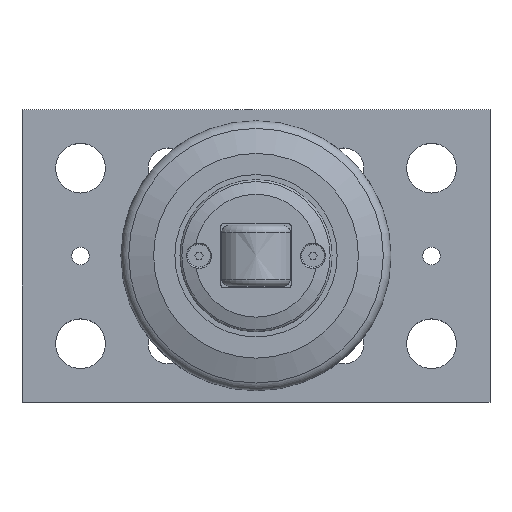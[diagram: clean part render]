
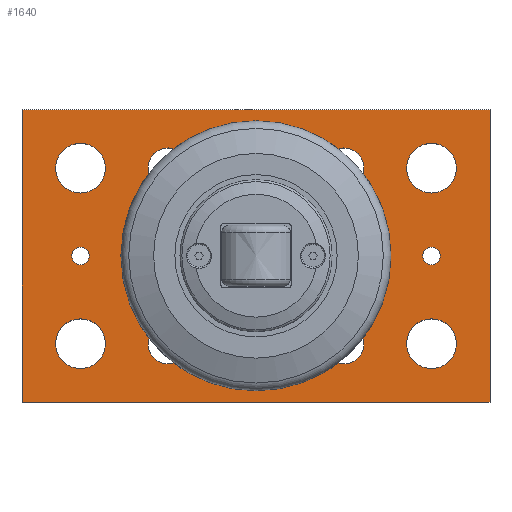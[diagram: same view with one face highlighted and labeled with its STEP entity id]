
A CAD part, top view. The second image highlights one B-rep face of the part: STEP entity #1640.
In plain terms, the highlighted planar face has unit normal (0, 0, 1).
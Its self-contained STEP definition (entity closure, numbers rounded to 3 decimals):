
#89=FACE_BOUND('',#384,.T.);
#90=FACE_BOUND('',#385,.T.);
#91=FACE_BOUND('',#386,.T.);
#92=FACE_BOUND('',#387,.T.);
#93=FACE_BOUND('',#388,.T.);
#94=FACE_BOUND('',#389,.T.);
#95=FACE_BOUND('',#390,.T.);
#96=FACE_BOUND('',#391,.T.);
#97=FACE_BOUND('',#392,.T.);
#98=FACE_BOUND('',#393,.T.);
#99=FACE_BOUND('',#394,.T.);
#170=CIRCLE('',#1801,29.);
#176=CIRCLE('',#1810,6.918);
#177=CIRCLE('',#1811,6.918);
#179=CIRCLE('',#1814,6.918);
#180=CIRCLE('',#1815,6.918);
#182=CIRCLE('',#1818,6.918);
#183=CIRCLE('',#1819,6.918);
#185=CIRCLE('',#1822,6.918);
#186=CIRCLE('',#1823,6.918);
#188=CIRCLE('',#1826,8.5);
#190=CIRCLE('',#1829,8.5);
#192=CIRCLE('',#1832,8.5);
#194=CIRCLE('',#1835,8.5);
#196=CIRCLE('',#1838,3.);
#198=CIRCLE('',#1841,3.);
#278=FACE_OUTER_BOUND('',#383,.T.);
#383=EDGE_LOOP('',(#1452,#1453,#1454,#1455));
#384=EDGE_LOOP('',(#1456));
#385=EDGE_LOOP('',(#1457,#1458));
#386=EDGE_LOOP('',(#1459,#1460));
#387=EDGE_LOOP('',(#1461,#1462));
#388=EDGE_LOOP('',(#1463,#1464));
#389=EDGE_LOOP('',(#1465));
#390=EDGE_LOOP('',(#1466));
#391=EDGE_LOOP('',(#1467));
#392=EDGE_LOOP('',(#1468));
#393=EDGE_LOOP('',(#1469));
#394=EDGE_LOOP('',(#1470));
#497=LINE('',#2894,#620);
#501=LINE('',#2902,#624);
#504=LINE('',#2908,#627);
#507=LINE('',#2913,#630);
#620=VECTOR('',#2300,10.);
#624=VECTOR('',#2306,10.);
#627=VECTOR('',#2311,10.);
#630=VECTOR('',#2316,10.);
#761=VERTEX_POINT('',#2807);
#767=VERTEX_POINT('',#2824);
#768=VERTEX_POINT('',#2825);
#770=VERTEX_POINT('',#2832);
#771=VERTEX_POINT('',#2833);
#773=VERTEX_POINT('',#2840);
#774=VERTEX_POINT('',#2841);
#776=VERTEX_POINT('',#2848);
#777=VERTEX_POINT('',#2849);
#779=VERTEX_POINT('',#2856);
#781=VERTEX_POINT('',#2862);
#783=VERTEX_POINT('',#2868);
#785=VERTEX_POINT('',#2874);
#787=VERTEX_POINT('',#2880);
#789=VERTEX_POINT('',#2886);
#791=VERTEX_POINT('',#2892);
#792=VERTEX_POINT('',#2893);
#795=VERTEX_POINT('',#2901);
#797=VERTEX_POINT('',#2907);
#974=EDGE_CURVE('',#761,#761,#170,.T.);
#981=EDGE_CURVE('',#767,#768,#176,.T.);
#982=EDGE_CURVE('',#768,#767,#177,.T.);
#985=EDGE_CURVE('',#770,#771,#179,.T.);
#986=EDGE_CURVE('',#771,#770,#180,.T.);
#989=EDGE_CURVE('',#773,#774,#182,.T.);
#990=EDGE_CURVE('',#774,#773,#183,.T.);
#993=EDGE_CURVE('',#776,#777,#185,.T.);
#994=EDGE_CURVE('',#777,#776,#186,.T.);
#997=EDGE_CURVE('',#779,#779,#188,.T.);
#1000=EDGE_CURVE('',#781,#781,#190,.T.);
#1003=EDGE_CURVE('',#783,#783,#192,.T.);
#1006=EDGE_CURVE('',#785,#785,#194,.T.);
#1009=EDGE_CURVE('',#787,#787,#196,.T.);
#1012=EDGE_CURVE('',#789,#789,#198,.T.);
#1015=EDGE_CURVE('',#791,#792,#497,.T.);
#1019=EDGE_CURVE('',#792,#795,#501,.T.);
#1022=EDGE_CURVE('',#795,#797,#504,.T.);
#1025=EDGE_CURVE('',#797,#791,#507,.T.);
#1452=ORIENTED_EDGE('',*,*,#1015,.F.);
#1453=ORIENTED_EDGE('',*,*,#1025,.F.);
#1454=ORIENTED_EDGE('',*,*,#1022,.F.);
#1455=ORIENTED_EDGE('',*,*,#1019,.F.);
#1456=ORIENTED_EDGE('',*,*,#974,.T.);
#1457=ORIENTED_EDGE('',*,*,#981,.T.);
#1458=ORIENTED_EDGE('',*,*,#982,.T.);
#1459=ORIENTED_EDGE('',*,*,#985,.T.);
#1460=ORIENTED_EDGE('',*,*,#986,.T.);
#1461=ORIENTED_EDGE('',*,*,#989,.T.);
#1462=ORIENTED_EDGE('',*,*,#990,.T.);
#1463=ORIENTED_EDGE('',*,*,#993,.T.);
#1464=ORIENTED_EDGE('',*,*,#994,.T.);
#1465=ORIENTED_EDGE('',*,*,#997,.T.);
#1466=ORIENTED_EDGE('',*,*,#1000,.T.);
#1467=ORIENTED_EDGE('',*,*,#1003,.T.);
#1468=ORIENTED_EDGE('',*,*,#1006,.T.);
#1469=ORIENTED_EDGE('',*,*,#1009,.T.);
#1470=ORIENTED_EDGE('',*,*,#1012,.T.);
#1555=PLANE('',#1848);
#1640=ADVANCED_FACE('',(#278,#89,#90,#91,#92,#93,#94,#95,#96,#97,#98,#99),
#1555,.T.);
#1801=AXIS2_PLACEMENT_3D('',#2809,#2203,#2204);
#1810=AXIS2_PLACEMENT_3D('',#2826,#2222,#2223);
#1811=AXIS2_PLACEMENT_3D('',#2827,#2224,#2225);
#1814=AXIS2_PLACEMENT_3D('',#2834,#2231,#2232);
#1815=AXIS2_PLACEMENT_3D('',#2835,#2233,#2234);
#1818=AXIS2_PLACEMENT_3D('',#2842,#2240,#2241);
#1819=AXIS2_PLACEMENT_3D('',#2843,#2242,#2243);
#1822=AXIS2_PLACEMENT_3D('',#2850,#2249,#2250);
#1823=AXIS2_PLACEMENT_3D('',#2851,#2251,#2252);
#1826=AXIS2_PLACEMENT_3D('',#2857,#2258,#2259);
#1829=AXIS2_PLACEMENT_3D('',#2863,#2265,#2266);
#1832=AXIS2_PLACEMENT_3D('',#2869,#2272,#2273);
#1835=AXIS2_PLACEMENT_3D('',#2875,#2279,#2280);
#1838=AXIS2_PLACEMENT_3D('',#2881,#2286,#2287);
#1841=AXIS2_PLACEMENT_3D('',#2887,#2293,#2294);
#1848=AXIS2_PLACEMENT_3D('',#2916,#2320,#2321);
#2203=DIRECTION('center_axis',(0.,0.,-1.));
#2204=DIRECTION('ref_axis',(-1.,0.,0.));
#2222=DIRECTION('center_axis',(0.,0.,-1.));
#2223=DIRECTION('ref_axis',(1.,0.,0.));
#2224=DIRECTION('center_axis',(0.,0.,-1.));
#2225=DIRECTION('ref_axis',(1.,0.,0.));
#2231=DIRECTION('center_axis',(0.,0.,-1.));
#2232=DIRECTION('ref_axis',(1.,0.,0.));
#2233=DIRECTION('center_axis',(0.,0.,-1.));
#2234=DIRECTION('ref_axis',(1.,0.,0.));
#2240=DIRECTION('center_axis',(0.,0.,-1.));
#2241=DIRECTION('ref_axis',(1.,0.,0.));
#2242=DIRECTION('center_axis',(0.,0.,-1.));
#2243=DIRECTION('ref_axis',(1.,0.,0.));
#2249=DIRECTION('center_axis',(0.,0.,-1.));
#2250=DIRECTION('ref_axis',(1.,0.,0.));
#2251=DIRECTION('center_axis',(0.,0.,-1.));
#2252=DIRECTION('ref_axis',(1.,0.,0.));
#2258=DIRECTION('center_axis',(0.,0.,-1.));
#2259=DIRECTION('ref_axis',(-1.,0.,0.));
#2265=DIRECTION('center_axis',(0.,0.,-1.));
#2266=DIRECTION('ref_axis',(-1.,0.,0.));
#2272=DIRECTION('center_axis',(0.,0.,-1.));
#2273=DIRECTION('ref_axis',(-1.,0.,0.));
#2279=DIRECTION('center_axis',(0.,0.,-1.));
#2280=DIRECTION('ref_axis',(-1.,0.,0.));
#2286=DIRECTION('center_axis',(0.,0.,-1.));
#2287=DIRECTION('ref_axis',(-1.,0.,0.));
#2293=DIRECTION('center_axis',(0.,0.,-1.));
#2294=DIRECTION('ref_axis',(-1.,0.,0.));
#2300=DIRECTION('',(0.,1.,0.));
#2306=DIRECTION('',(1.,0.,0.));
#2311=DIRECTION('',(0.,-1.,0.));
#2316=DIRECTION('',(-1.,0.,0.));
#2320=DIRECTION('center_axis',(0.,0.,1.));
#2321=DIRECTION('ref_axis',(1.,0.,0.));
#2807=CARTESIAN_POINT('',(109.,50.,20.));
#2809=CARTESIAN_POINT('Origin',(80.,50.,20.));
#2824=CARTESIAN_POINT('',(56.918,20.,20.));
#2825=CARTESIAN_POINT('',(43.083,20.,20.));
#2826=CARTESIAN_POINT('Origin',(50.,20.,20.));
#2827=CARTESIAN_POINT('Origin',(50.,20.,20.));
#2832=CARTESIAN_POINT('',(116.918,20.,20.));
#2833=CARTESIAN_POINT('',(103.083,20.,20.));
#2834=CARTESIAN_POINT('Origin',(110.,20.,20.));
#2835=CARTESIAN_POINT('Origin',(110.,20.,20.));
#2840=CARTESIAN_POINT('',(116.918,80.,20.));
#2841=CARTESIAN_POINT('',(103.083,80.,20.));
#2842=CARTESIAN_POINT('Origin',(110.,80.,20.));
#2843=CARTESIAN_POINT('Origin',(110.,80.,20.));
#2848=CARTESIAN_POINT('',(56.918,80.,20.));
#2849=CARTESIAN_POINT('',(43.083,80.,20.));
#2850=CARTESIAN_POINT('Origin',(50.,80.,20.));
#2851=CARTESIAN_POINT('Origin',(50.,80.,20.));
#2856=CARTESIAN_POINT('',(28.5,20.,20.));
#2857=CARTESIAN_POINT('Origin',(20.,20.,20.));
#2862=CARTESIAN_POINT('',(148.5,20.,20.));
#2863=CARTESIAN_POINT('Origin',(140.,20.,20.));
#2868=CARTESIAN_POINT('',(28.5,80.,20.));
#2869=CARTESIAN_POINT('Origin',(20.,80.,20.));
#2874=CARTESIAN_POINT('',(148.5,80.,20.));
#2875=CARTESIAN_POINT('Origin',(140.,80.,20.));
#2880=CARTESIAN_POINT('',(23.,50.,20.));
#2881=CARTESIAN_POINT('Origin',(20.,50.,20.));
#2886=CARTESIAN_POINT('',(143.,50.,20.));
#2887=CARTESIAN_POINT('Origin',(140.,50.,20.));
#2892=CARTESIAN_POINT('',(0.,0.,20.));
#2893=CARTESIAN_POINT('',(0.,100.,20.));
#2894=CARTESIAN_POINT('',(0.,100.,20.));
#2901=CARTESIAN_POINT('',(160.,100.,20.));
#2902=CARTESIAN_POINT('',(160.,100.,20.));
#2907=CARTESIAN_POINT('',(160.,0.,20.));
#2908=CARTESIAN_POINT('',(160.,0.,20.));
#2913=CARTESIAN_POINT('',(0.,0.,20.));
#2916=CARTESIAN_POINT('Origin',(80.,50.,20.));
